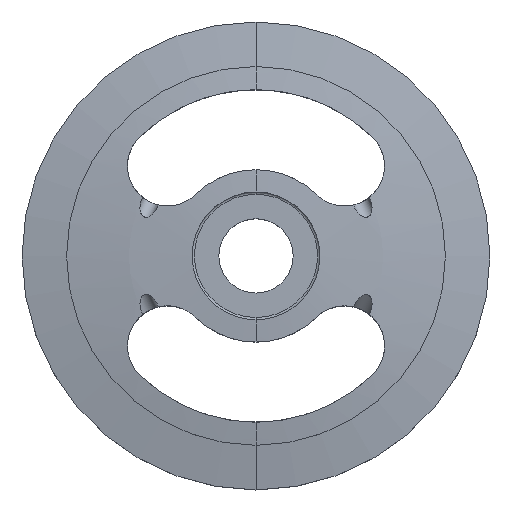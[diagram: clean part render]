
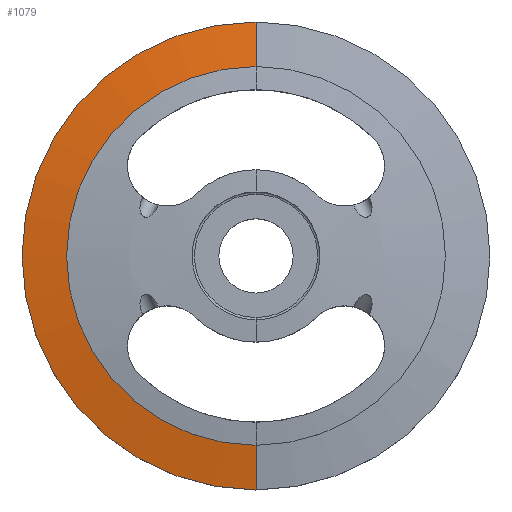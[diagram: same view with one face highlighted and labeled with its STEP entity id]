
A CAD part, top view. The second image highlights one B-rep face of the part: STEP entity #1079.
In plain terms, the highlighted conical face has half-angle 80 degrees and reference radius 28.5 mm.
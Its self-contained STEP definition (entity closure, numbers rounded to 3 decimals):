
#87=CARTESIAN_POINT('',(0.,0.,7.3));
#88=DIRECTION('',(0.,0.,1.));
#89=DIRECTION('',(0.,1.,0.));
#90=AXIS2_PLACEMENT_3D('',#87,#88,#89);
#96=CARTESIAN_POINT('',(0.,0.,7.3));
#97=DIRECTION('',(0.,0.,1.));
#98=DIRECTION('',(-1.,0.,0.));
#99=AXIS2_PLACEMENT_3D('',#96,#97,#98);
#106=DIRECTION('',(0.,-0.985,0.174));
#107=VECTOR('',#106,6.093);
#108=CARTESIAN_POINT('',(0.,31.5,7.3));
#109=LINE('',#108,#107);
#110=DIRECTION('',(0.,0.985,0.174));
#111=VECTOR('',#110,6.093);
#112=CARTESIAN_POINT('',(0.,-31.5,7.3));
#113=LINE('',#112,#111);
#123=CARTESIAN_POINT('',(0.,0.,8.358));
#124=DIRECTION('',(0.,0.,-1.));
#125=DIRECTION('',(0.,-1.,0.));
#126=AXIS2_PLACEMENT_3D('',#123,#124,#125);
#800=CARTESIAN_POINT('',(0.,-25.5,8.358));
#802=VERTEX_POINT('',#800);
#804=CARTESIAN_POINT('',(0.,25.5,8.358));
#806=VERTEX_POINT('',#804);
#810=CARTESIAN_POINT('',(-31.5,0.,7.3));
#811=VERTEX_POINT('',#810);
#952=CARTESIAN_POINT('',(0.,31.5,7.3));
#953=VERTEX_POINT('',#952);
#954=CARTESIAN_POINT('',(0.,-31.5,7.3));
#955=VERTEX_POINT('',#954);
#1064=CARTESIAN_POINT('',(0.,0.,7.829));
#1065=DIRECTION('',(0.,0.,-1.));
#1066=DIRECTION('',(0.,-1.,0.));
#1067=AXIS2_PLACEMENT_3D('',#1064,#1065,#1066);
#1068=CONICAL_SURFACE('',#1067,28.5,80.);
#1069=ORIENTED_EDGE('',*,*,#1041,.F.);
#1071=ORIENTED_EDGE('',*,*,#1070,.T.);
#1073=ORIENTED_EDGE('',*,*,#1072,.F.);
#1075=ORIENTED_EDGE('',*,*,#1074,.F.);
#1076=ORIENTED_EDGE('',*,*,#1057,.F.);
#1077=EDGE_LOOP('',(#1069,#1071,#1073,#1075,#1076));
#1078=FACE_OUTER_BOUND('',#1077,.F.);
#1079=ADVANCED_FACE('',(#1078),#1068,.T.);
#91=CIRCLE('',#90,31.5);
#100=CIRCLE('',#99,31.5);
#127=CIRCLE('',#126,25.5);
#1041=EDGE_CURVE('',#953,#811,#91,.T.);
#1057=EDGE_CURVE('',#811,#955,#100,.T.);
#1070=EDGE_CURVE('',#953,#806,#109,.T.);
#1072=EDGE_CURVE('',#802,#806,#127,.T.);
#1074=EDGE_CURVE('',#955,#802,#113,.T.);
